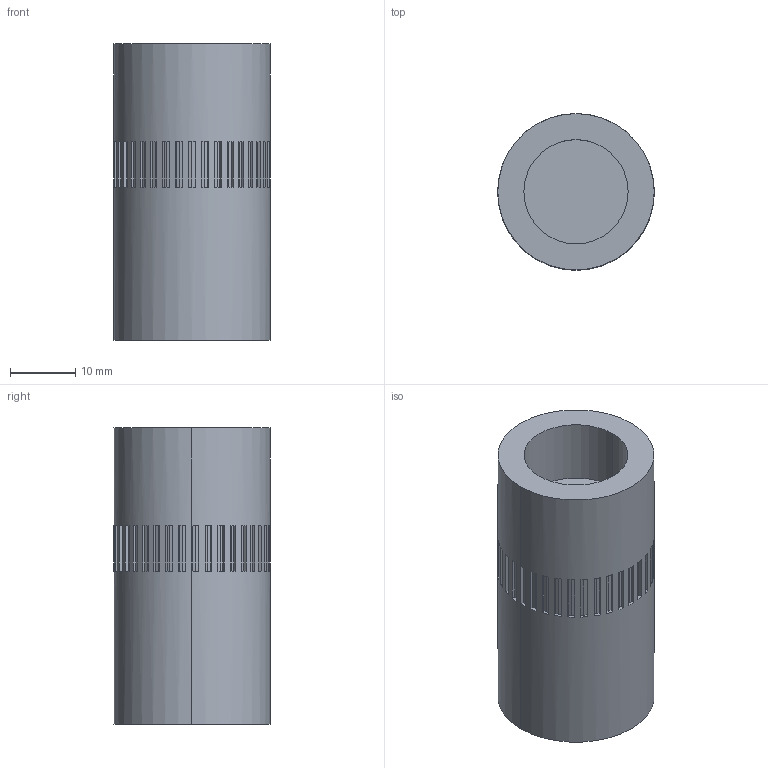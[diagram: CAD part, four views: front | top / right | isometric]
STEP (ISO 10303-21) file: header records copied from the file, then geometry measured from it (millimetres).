
FILE_DESCRIPTION (( 'STEP AP214' ), '1' );
FILE_NAME ('RulmanTutucu2.STEP', '2016-06-01T21:00:49', ( '' ), ( '' ), 'SwSTEP 2.0', 'SolidWorks 2010', '' );
FILE_SCHEMA (( 'AUTOMOTIVE_DESIGN' ));
Length unit declared in the file: millimetre
Products named in the file (1): RulmanTutucu2
Bounding box: 24 x 24 x 45.5 mm (x, y, z)
Volume: 10035.7 mm3; surface area: 6897.7 mm2
Topology: 1 solids, 1 shells, 235 faces, 585 edges, 390 vertices
Faces by surface type: plane 227, cylinder 8
Entity records: 6967 total; most frequent: CARTESIAN_POINT 1211, ORIENTED_EDGE 1170, DIRECTION 1151, EDGE_CURVE 585, VECTOR 491, LINE 491, VERTEX_POINT 390, AXIS2_PLACEMENT_3D 330
